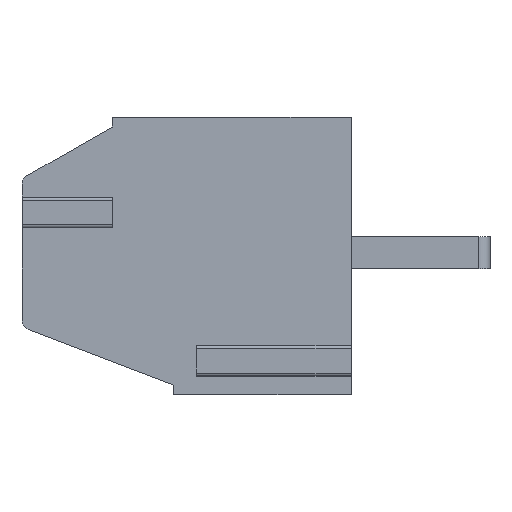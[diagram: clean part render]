
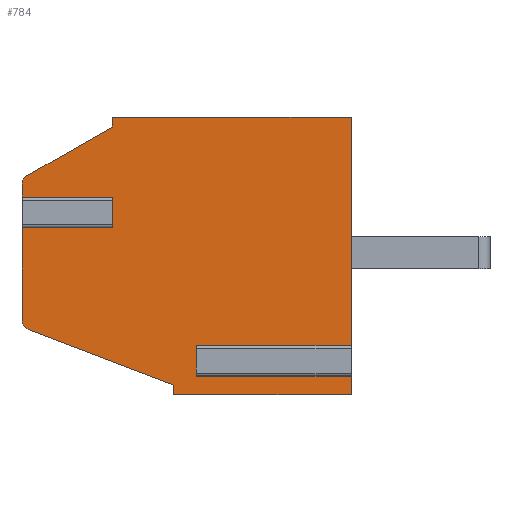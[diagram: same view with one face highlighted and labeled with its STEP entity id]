
A CAD part, left-side view. The second image highlights one B-rep face of the part: STEP entity #784.
In plain terms, the highlighted planar face has unit normal (-1, 0, 0).
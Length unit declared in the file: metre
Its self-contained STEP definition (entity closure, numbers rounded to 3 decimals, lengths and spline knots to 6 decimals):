
#784=ADVANCED_FACE('',(#1652),#1653,.T.);
#1652=FACE_OUTER_BOUND('',#2553,.T.);
#1653=PLANE('',#2554);
#2553=EDGE_LOOP('',(#4898,#4899,#4900,#4901,#4902,#4903,#4904,#4905,#4906,#4907,#4908,#4909,#4910,#4911,#4912,#4913,#4914,#4915));
#2554=AXIS2_PLACEMENT_3D('',#4916,#4917,#4918);
#4898=ORIENTED_EDGE('',*,*,#6101,.T.);
#4899=ORIENTED_EDGE('',*,*,#5798,.T.);
#4900=ORIENTED_EDGE('',*,*,#5313,.T.);
#4901=ORIENTED_EDGE('',*,*,#5564,.F.);
#4902=ORIENTED_EDGE('',*,*,#5507,.T.);
#4903=ORIENTED_EDGE('',*,*,#5796,.T.);
#4904=ORIENTED_EDGE('',*,*,#5676,.T.);
#4905=ORIENTED_EDGE('',*,*,#6194,.T.);
#4906=ORIENTED_EDGE('',*,*,#6053,.T.);
#4907=ORIENTED_EDGE('',*,*,#5913,.T.);
#4908=ORIENTED_EDGE('',*,*,#6160,.T.);
#4909=ORIENTED_EDGE('',*,*,#6001,.T.);
#4910=ORIENTED_EDGE('',*,*,#6023,.F.);
#4911=ORIENTED_EDGE('',*,*,#5929,.T.);
#4912=ORIENTED_EDGE('',*,*,#6163,.T.);
#4913=ORIENTED_EDGE('',*,*,#6196,.T.);
#4914=ORIENTED_EDGE('',*,*,#5965,.T.);
#4915=ORIENTED_EDGE('',*,*,#6203,.T.);
#4916=CARTESIAN_POINT('',(-0.035,0.0099,0.037922));
#4917=DIRECTION('',(-1.0,0.0,0.0));
#4918=DIRECTION('',(0.0,0.0,1.0));
#5313=EDGE_CURVE('',#6374,#6375,#6376,.T.);
#5507=EDGE_CURVE('',#6714,#6712,#6715,.T.);
#5564=EDGE_CURVE('',#6714,#6375,#6808,.T.);
#5676=EDGE_CURVE('',#6994,#6992,#6995,.T.);
#5796=EDGE_CURVE('',#6712,#6994,#7176,.T.);
#5798=EDGE_CURVE('',#7178,#6374,#7179,.T.);
#5913=EDGE_CURVE('',#7338,#7336,#7339,.T.);
#5929=EDGE_CURVE('',#7359,#7363,#7365,.T.);
#5965=EDGE_CURVE('',#7412,#7410,#7413,.T.);
#6001=EDGE_CURVE('',#7461,#7458,#7462,.T.);
#6023=EDGE_CURVE('',#7359,#7458,#7492,.T.);
#6053=EDGE_CURVE('',#7528,#7338,#7529,.T.);
#6101=EDGE_CURVE('',#7588,#7178,#7589,.T.);
#6160=EDGE_CURVE('',#7336,#7461,#7657,.T.);
#6163=EDGE_CURVE('',#7363,#7659,#7661,.T.);
#6194=EDGE_CURVE('',#6992,#7528,#7696,.T.);
#6196=EDGE_CURVE('',#7659,#7412,#7698,.T.);
#6203=EDGE_CURVE('',#7410,#7588,#7705,.T.);
#6374=VERTEX_POINT('',#7920);
#6375=VERTEX_POINT('',#7921);
#6376=LINE('',#7922,#7923);
#6712=VERTEX_POINT('',#8393);
#6714=VERTEX_POINT('',#8395);
#6715=LINE('',#8396,#8397);
#6808=LINE('',#8520,#8521);
#6992=VERTEX_POINT('',#8786);
#6994=VERTEX_POINT('',#8789);
#6995=LINE('',#8790,#8791);
#7176=LINE('',#9050,#9051);
#7178=VERTEX_POINT('',#9054);
#7179=LINE('',#9055,#9056);
#7336=VERTEX_POINT('',#9276);
#7338=VERTEX_POINT('',#9279);
#7339=CIRCLE('',#9280,0.0003);
#7359=VERTEX_POINT('',#9309);
#7363=VERTEX_POINT('',#9314);
#7365=LINE('',#9316,#9317);
#7410=VERTEX_POINT('',#9380);
#7412=VERTEX_POINT('',#9383);
#7413=LINE('',#9384,#9385);
#7458=VERTEX_POINT('',#9450);
#7461=VERTEX_POINT('',#9453);
#7462=LINE('',#9454,#9455);
#7492=LINE('',#9497,#9498);
#7528=VERTEX_POINT('',#9550);
#7529=LINE('',#9551,#9552);
#7588=VERTEX_POINT('',#9636);
#7589=LINE('',#9637,#9638);
#7657=LINE('',#9730,#9731);
#7659=VERTEX_POINT('',#9733);
#7661=LINE('',#9736,#9737);
#7696=LINE('',#9783,#9784);
#7698=CIRCLE('',#9786,0.0003);
#7705=LINE('',#9794,#9795);
#7920=CARTESIAN_POINT('',(-0.035,0.0,0.032073));
#7921=CARTESIAN_POINT('',(-0.035,0.0048,0.032073));
#7922=CARTESIAN_POINT('',(-0.035,0.0048,0.032073));
#7923=VECTOR('',#9933,1.0);
#8393=CARTESIAN_POINT('',(-0.035,0.0,0.032827));
#8395=CARTESIAN_POINT('',(-0.035,0.0048,0.032827));
#8396=CARTESIAN_POINT('',(-0.035,0.0,0.032827));
#8397=VECTOR('',#10140,1.0);
#8520=CARTESIAN_POINT('',(-0.035,0.0048,0.032246));
#8521=VECTOR('',#10213,1.0);
#8786=CARTESIAN_POINT('',(-0.035,0.0074,0.04));
#8789=CARTESIAN_POINT('',(-0.035,0.0,0.04));
#8790=CARTESIAN_POINT('',(-0.035,0.0074,0.04));
#8791=VECTOR('',#10329,1.0);
#9050=CARTESIAN_POINT('',(-0.035,0.0,0.04));
#9051=VECTOR('',#10453,1.0);
#9054=CARTESIAN_POINT('',(-0.035,0.0,0.0314));
#9055=CARTESIAN_POINT('',(-0.035,0.0,0.04));
#9056=VECTOR('',#10455,1.0);
#9276=CARTESIAN_POINT('',(-0.035,0.0102,0.037922));
#9279=CARTESIAN_POINT('',(-0.035,0.010049,0.038182));
#9280=AXIS2_PLACEMENT_3D('',#10574,#10575,#10576);
#9309=CARTESIAN_POINT('',(-0.035,0.0074,0.036673));
#9314=CARTESIAN_POINT('',(-0.035,0.0102,0.036673));
#9316=CARTESIAN_POINT('',(-0.035,0.0102,0.036673));
#9317=VECTOR('',#10593,1.0);
#9380=CARTESIAN_POINT('',(-0.035,0.0055,0.0317));
#9383=CARTESIAN_POINT('',(-0.035,0.010007,0.033422));
#9384=CARTESIAN_POINT('',(-0.035,0.0055,0.0317));
#9385=VECTOR('',#10628,1.0);
#9450=CARTESIAN_POINT('',(-0.035,0.0074,0.037427));
#9453=CARTESIAN_POINT('',(-0.035,0.0102,0.037427));
#9454=CARTESIAN_POINT('',(-0.035,0.0054,0.037427));
#9455=VECTOR('',#10658,1.0);
#9497=CARTESIAN_POINT('',(-0.035,0.0074,0.042472));
#9498=VECTOR('',#10683,1.0);
#9550=CARTESIAN_POINT('',(-0.035,0.0074,0.039696));
#9551=CARTESIAN_POINT('',(-0.035,0.010049,0.038182));
#9552=VECTOR('',#10709,1.0);
#9636=CARTESIAN_POINT('',(-0.035,0.0055,0.0314));
#9637=CARTESIAN_POINT('',(-0.035,0.0,0.0314));
#9638=VECTOR('',#10759,1.0);
#9730=CARTESIAN_POINT('',(-0.035,0.0102,0.033702));
#9731=VECTOR('',#10793,1.0);
#9733=CARTESIAN_POINT('',(-0.035,0.0102,0.033702));
#9736=CARTESIAN_POINT('',(-0.035,0.0102,0.033702));
#9737=VECTOR('',#10798,1.0);
#9783=CARTESIAN_POINT('',(-0.035,0.0074,0.039696));
#9784=VECTOR('',#10822,1.0);
#9786=AXIS2_PLACEMENT_3D('',#10823,#10824,#10825);
#9794=CARTESIAN_POINT('',(-0.035,0.0055,0.0314));
#9795=VECTOR('',#10827,1.0);
#9933=DIRECTION('',(0.0,1.0,0.0));
#10140=DIRECTION('',(0.0,-1.0,0.0));
#10213=DIRECTION('',(0.0,0.0,-1.0));
#10329=DIRECTION('',(0.0,1.0,0.0));
#10453=DIRECTION('',(0.0,0.0,1.0));
#10455=DIRECTION('',(0.0,0.0,1.0));
#10574=CARTESIAN_POINT('',(-0.035,0.0099,0.037922));
#10575=DIRECTION('',(-1.0,0.0,0.0));
#10576=DIRECTION('',(0.0,0.0,1.0));
#10593=DIRECTION('',(0.0,1.0,0.0));
#10628=DIRECTION('',(0.0,-0.934,-0.357));
#10658=DIRECTION('',(0.0,-1.0,0.0));
#10683=DIRECTION('',(0.0,0.0,1.0));
#10709=DIRECTION('',(0.0,0.868,-0.496));
#10759=DIRECTION('',(0.0,-1.0,0.));
#10793=DIRECTION('',(0.0,0.0,-1.0));
#10798=DIRECTION('',(0.0,0.0,-1.0));
#10822=DIRECTION('',(0.0,0.0,-1.0));
#10823=CARTESIAN_POINT('',(-0.035,0.0099,0.033702));
#10824=DIRECTION('',(-1.0,0.0,0.0));
#10825=DIRECTION('',(0.0,0.0,1.0));
#10827=DIRECTION('',(0.0,0.0,-1.0));
